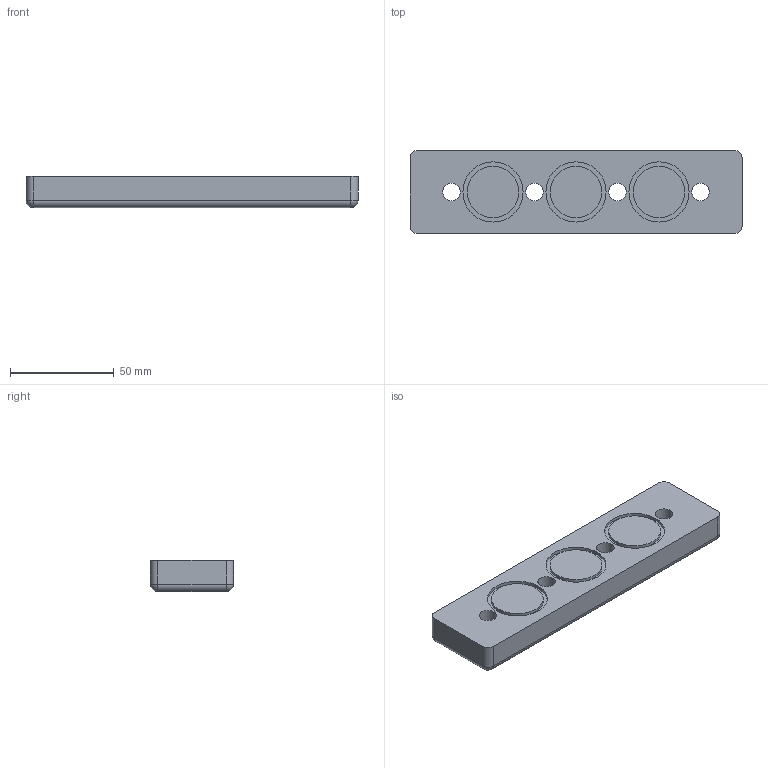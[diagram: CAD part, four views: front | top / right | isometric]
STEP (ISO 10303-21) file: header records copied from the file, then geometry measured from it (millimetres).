
FILE_DESCRIPTION((''),'2;1');
FILE_NAME('SD0124N.stp','2009-08-10T15:14:40',('teddy iii'),(''),'Autodesk Inventor 11','Autodesk Inventor 11','');
FILE_SCHEMA(('AUTOMOTIVE_DESIGN { 1 0 10303 214 1 1 1 1 }'));
Length unit declared in the file: millimetre
Products named in the file (1): SD0124N
Bounding box: 160 x 40 x 15 mm (x, y, z)
Volume: 86365.2 mm3; surface area: 20740.8 mm2
Topology: 1 solids, 1 shells, 42 faces, 82 edges, 48 vertices
Faces by surface type: cylinder 14, bspline 12, plane 12, sphere 4
Full cylindrical faces by diameter (mm): 25 x3, 29 x3
Entity records: 1123 total; most frequent: CARTESIAN_POINT 303, DIRECTION 170, ORIENTED_EDGE 128, AXIS2_PLACEMENT_3D 75, EDGE_LOOP 74, EDGE_CURVE 64, VERTEX_POINT 48, CIRCLE 44
